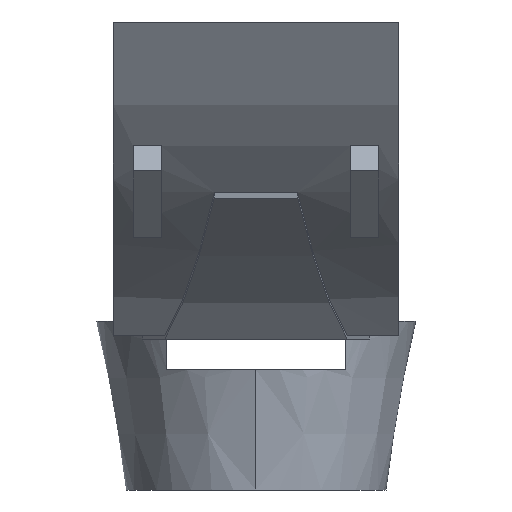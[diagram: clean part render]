
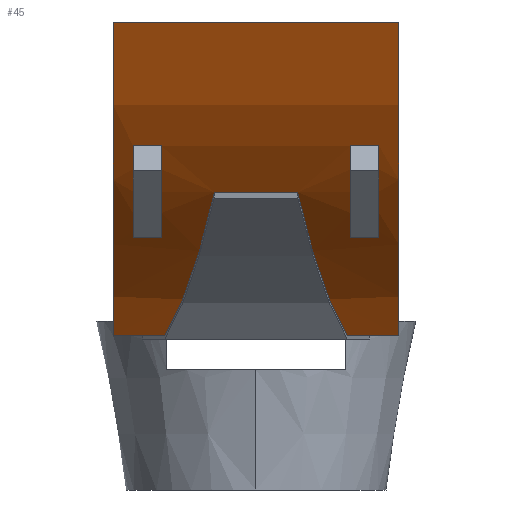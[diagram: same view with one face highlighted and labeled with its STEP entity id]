
A CAD part, left-side view. The second image highlights one B-rep face of the part: STEP entity #45.
In plain terms, the highlighted cylindrical face has radius 45.802 mm (diameter 91.604 mm), a partial arc.
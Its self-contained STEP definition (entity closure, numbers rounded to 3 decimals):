
#6 = VERTEX_POINT ( 'NONE', #1467 ) ;
#22 = ORIENTED_EDGE ( 'NONE', *, *, #327, .F. ) ;
#45 = ADVANCED_FACE ( 'NONE', ( #519, #1027, #696 ), #1691, .T. ) ;
#62 = CARTESIAN_POINT ( 'NONE',  ( 0., -6.75, 54.26 ) ) ;
#67 = CIRCLE ( 'NONE', #456, 45.802 ) ;
#68 = CARTESIAN_POINT ( 'NONE',  ( -40.725, 10.16, 33.3 ) ) ;
#73 = CARTESIAN_POINT ( 'NONE',  ( -40.725, -10.16, 33.3 ) ) ;
#79 = CARTESIAN_POINT ( 'NONE',  ( -15., -6.505, 10.984 ) ) ;
#107 = DIRECTION ( 'NONE',  ( 0., 0., -1. ) ) ;
#134 = VERTEX_POINT ( 'NONE', #404 ) ;
#143 = CARTESIAN_POINT ( 'NONE',  ( 0., 10.16, 54.26 ) ) ;
#150 = VERTEX_POINT ( 'NONE', #68 ) ;
#157 = CARTESIAN_POINT ( 'NONE',  ( -31.677, -2.96, 21.178 ) ) ;
#161 = CARTESIAN_POINT ( 'NONE',  ( -34.815, -8.75, 24.499 ) ) ;
#168 = VERTEX_POINT ( 'NONE', #1085 ) ;
#176 = VECTOR ( 'NONE', #684, 1000. ) ;
#201 = ORIENTED_EDGE ( 'NONE', *, *, #236, .F. ) ;
#226 = EDGE_CURVE ( 'NONE', #714, #1608, #258, .T. ) ;
#236 = EDGE_CURVE ( 'NONE', #441, #1262, #1992, .T. ) ;
#238 = CARTESIAN_POINT ( 'NONE',  ( -15., -10.16, 10.984 ) ) ;
#254 = ORIENTED_EDGE ( 'NONE', *, *, #405, .F. ) ;
#258 = LINE ( 'NONE', #451, #1032 ) ;
#264 = DIRECTION ( 'NONE',  ( 0., -1., 0. ) ) ;
#276 = EDGE_LOOP ( 'NONE', ( #22, #512, #201, #931 ) ) ;
#284 = CIRCLE ( 'NONE', #1759, 45.802 ) ;
#295 = DIRECTION ( 'NONE',  ( 0., 1., 0. ) ) ;
#310 = DIRECTION ( 'NONE',  ( 0., 1., 0. ) ) ;
#320 = CARTESIAN_POINT ( 'NONE',  ( -40.725, 0., 33.3 ) ) ;
#327 = EDGE_CURVE ( 'NONE', #6, #1720, #807, .T. ) ;
#354 = LINE ( 'NONE', #1350, #176 ) ;
#381 = VECTOR ( 'NONE', #749, 1000. ) ;
#404 = CARTESIAN_POINT ( 'NONE',  ( -31.677, 2.96, 21.178 ) ) ;
#405 = EDGE_CURVE ( 'NONE', #990, #629, #836, .T. ) ;
#420 = DIRECTION ( 'NONE',  ( 0., -1., 0. ) ) ;
#421 = ORIENTED_EDGE ( 'NONE', *, *, #1571, .F. ) ;
#441 = VERTEX_POINT ( 'NONE', #722 ) ;
#451 = CARTESIAN_POINT ( 'NONE',  ( -30.063, 0., 19.705 ) ) ;
#456 = AXIS2_PLACEMENT_3D ( 'NONE', #2031, #264, #1557 ) ;
#462 = CARTESIAN_POINT ( 'NONE',  ( -26.898, -3.976, 16.602 ) ) ;
#472 = DIRECTION ( 'NONE',  ( 0., -1., 0. ) ) ;
#498 = DIRECTION ( 'NONE',  ( 0., -1., 0. ) ) ;
#512 = ORIENTED_EDGE ( 'NONE', *, *, #919, .F. ) ;
#519 = FACE_OUTER_BOUND ( 'NONE', #1366, .T. ) ;
#547 = VERTEX_POINT ( 'NONE', #2011 ) ;
#560 = CIRCLE ( 'NONE', #1762, 45.802 ) ;
#580 = CARTESIAN_POINT ( 'NONE',  ( -30.063, -8.75, 19.705 ) ) ;
#606 = ORIENTED_EDGE ( 'NONE', *, *, #1549, .F. ) ;
#618 = CARTESIAN_POINT ( 'NONE',  ( -30.063, 0., 19.705 ) ) ;
#623 = EDGE_LOOP ( 'NONE', ( #1387, #1508, #1892, #1473 ) ) ;
#629 = VERTEX_POINT ( 'NONE', #1382 ) ;
#633 = CIRCLE ( 'NONE', #1056, 45.802 ) ;
#648 = CARTESIAN_POINT ( 'NONE',  ( -30.063, 8.75, 19.705 ) ) ;
#665 = CARTESIAN_POINT ( 'NONE',  ( -15., -10.16, 10.984 ) ) ;
#677 = EDGE_CURVE ( 'NONE', #1812, #856, #1523, .T. ) ;
#684 = DIRECTION ( 'NONE',  ( 0., 1., 0. ) ) ;
#696 = FACE_BOUND ( 'NONE', #276, .T. ) ;
#714 = VERTEX_POINT ( 'NONE', #648 ) ;
#722 = CARTESIAN_POINT ( 'NONE',  ( -30.063, -6.75, 19.705 ) ) ;
#736 = DIRECTION ( 'NONE',  ( 0., -1., 0. ) ) ;
#737 = EDGE_CURVE ( 'NONE', #168, #134, #1954, .T. ) ;
#747 = EDGE_CURVE ( 'NONE', #1608, #976, #284, .T. ) ;
#749 = DIRECTION ( 'NONE',  ( 0., -1., 0. ) ) ;
#774 = ORIENTED_EDGE ( 'NONE', *, *, #1799, .T. ) ;
#778 = DIRECTION ( 'NONE',  ( 0., 1., 0. ) ) ;
#807 = LINE ( 'NONE', #161, #1337 ) ;
#836 = LINE ( 'NONE', #665, #1755 ) ;
#856 = VERTEX_POINT ( 'NONE', #79 ) ;
#887 = CIRCLE ( 'NONE', #2100, 45.802 ) ;
#899 = VECTOR ( 'NONE', #1349, 1000. ) ;
#905 = CARTESIAN_POINT ( 'NONE',  ( -15., 6.505, 10.984 ) ) ;
#910 = EDGE_CURVE ( 'NONE', #1384, #150, #1781, .T. ) ;
#914 = CARTESIAN_POINT ( 'NONE',  ( -21.252, 5.176, 13.151 ) ) ;
#919 = EDGE_CURVE ( 'NONE', #1262, #6, #560, .T. ) ;
#931 = ORIENTED_EDGE ( 'NONE', *, *, #1514, .F. ) ;
#941 = CARTESIAN_POINT ( 'NONE',  ( -30.063, 6.75, 19.705 ) ) ;
#945 = DIRECTION ( 'NONE',  ( 0., 1., 0. ) ) ;
#959 = DIRECTION ( 'NONE',  ( 0., 1., 0. ) ) ;
#966 = AXIS2_PLACEMENT_3D ( 'NONE', #143, #472, #107 ) ;
#976 = VERTEX_POINT ( 'NONE', #1151 ) ;
#990 = VERTEX_POINT ( 'NONE', #1659 ) ;
#1027 = FACE_BOUND ( 'NONE', #623, .T. ) ;
#1032 = VECTOR ( 'NONE', #420, 1000. ) ;
#1054 = DIRECTION ( 'NONE',  ( 0., 0., 1. ) ) ;
#1056 = AXIS2_PLACEMENT_3D ( 'NONE', #62, #736, #1054 ) ;
#1059 = CARTESIAN_POINT ( 'NONE',  ( -26.898, 3.976, 16.602 ) ) ;
#1072 = ORIENTED_EDGE ( 'NONE', *, *, #677, .F. ) ;
#1085 = CARTESIAN_POINT ( 'NONE',  ( -31.677, -2.96, 21.178 ) ) ;
#1113 = DIRECTION ( 'NONE',  ( 0., 0., -1. ) ) ;
#1151 = CARTESIAN_POINT ( 'NONE',  ( -34.815, 6.75, 24.499 ) ) ;
#1183 = DIRECTION ( 'NONE',  ( 0., -1., 0. ) ) ;
#1197 = VECTOR ( 'NONE', #2122, 1000. ) ;
#1198 = CARTESIAN_POINT ( 'NONE',  ( -15., -10.16, 10.984 ) ) ;
#1257 = CARTESIAN_POINT ( 'NONE',  ( 0., -10.16, 54.26 ) ) ;
#1262 = VERTEX_POINT ( 'NONE', #580 ) ;
#1302 = CARTESIAN_POINT ( 'NONE',  ( -21.252, -5.176, 13.151 ) ) ;
#1311 = CARTESIAN_POINT ( 'NONE',  ( -34.815, -6.75, 24.499 ) ) ;
#1337 = VECTOR ( 'NONE', #945, 1000. ) ;
#1349 = DIRECTION ( 'NONE',  ( 0., 1., 0. ) ) ;
#1350 = CARTESIAN_POINT ( 'NONE',  ( -34.815, 6.75, 24.499 ) ) ;
#1366 = EDGE_LOOP ( 'NONE', ( #254, #774, #1416, #421, #1072, #606, #1644, #1396 ) ) ;
#1382 = CARTESIAN_POINT ( 'NONE',  ( -15., 10.16, 10.984 ) ) ;
#1384 = VERTEX_POINT ( 'NONE', #73 ) ;
#1387 = ORIENTED_EDGE ( 'NONE', *, *, #747, .F. ) ;
#1396 = ORIENTED_EDGE ( 'NONE', *, *, #2006, .T. ) ;
#1416 = ORIENTED_EDGE ( 'NONE', *, *, #737, .F. ) ;
#1449 = CARTESIAN_POINT ( 'NONE',  ( -31.677, 0., 21.178 ) ) ;
#1467 = CARTESIAN_POINT ( 'NONE',  ( -34.815, -8.75, 24.499 ) ) ;
#1473 = ORIENTED_EDGE ( 'NONE', *, *, #1704, .F. ) ;
#1482 = CARTESIAN_POINT ( 'NONE',  ( 0., -8.75, 54.26 ) ) ;
#1483 = VECTOR ( 'NONE', #310, 1000. ) ;
#1487 = EDGE_CURVE ( 'NONE', #547, #714, #67, .T. ) ;
#1508 = ORIENTED_EDGE ( 'NONE', *, *, #226, .F. ) ;
#1510 = AXIS2_PLACEMENT_3D ( 'NONE', #1683, #1183, #1848 ) ;
#1514 = EDGE_CURVE ( 'NONE', #1720, #441, #633, .T. ) ;
#1523 = LINE ( 'NONE', #238, #899 ) ;
#1549 = EDGE_CURVE ( 'NONE', #1384, #1812, #887, .T. ) ;
#1557 = DIRECTION ( 'NONE',  ( 0., 0., 1. ) ) ;
#1571 = EDGE_CURVE ( 'NONE', #856, #168, #1688, .T. ) ;
#1608 = VERTEX_POINT ( 'NONE', #941 ) ;
#1644 = ORIENTED_EDGE ( 'NONE', *, *, #910, .T. ) ;
#1651 = CIRCLE ( 'NONE', #966, 45.802 ) ;
#1659 = CARTESIAN_POINT ( 'NONE',  ( -15., 6.505, 10.984 ) ) ;
#1683 = CARTESIAN_POINT ( 'NONE',  ( 0., 0., 54.26 ) ) ;
#1688 =( BOUNDED_CURVE ( )  B_SPLINE_CURVE ( 3, ( #1945, #1302, #462, #157 ),
 .UNSPECIFIED., .F., .T. ) 
 B_SPLINE_CURVE_WITH_KNOTS ( ( 4, 4 ),
 ( 1.904, 2.335 ),
 .UNSPECIFIED. ) 
 CURVE ( )  GEOMETRIC_REPRESENTATION_ITEM ( )  RATIONAL_B_SPLINE_CURVE ( ( 1., 0.985, 0.985, 1. ) ) 
 REPRESENTATION_ITEM ( '' )  );
#1691 = CYLINDRICAL_SURFACE ( 'NONE', #1510, 45.802 ) ;
#1704 = EDGE_CURVE ( 'NONE', #976, #547, #354, .T. ) ;
#1720 = VERTEX_POINT ( 'NONE', #1311 ) ;
#1728 = CARTESIAN_POINT ( 'NONE',  ( -31.677, 2.96, 21.178 ) ) ;
#1755 = VECTOR ( 'NONE', #295, 1000. ) ;
#1759 = AXIS2_PLACEMENT_3D ( 'NONE', #1918, #778, #1942 ) ;
#1762 = AXIS2_PLACEMENT_3D ( 'NONE', #1482, #959, #1984 ) ;
#1781 = LINE ( 'NONE', #320, #1483 ) ;
#1799 = EDGE_CURVE ( 'NONE', #990, #134, #1882, .T. ) ;
#1812 = VERTEX_POINT ( 'NONE', #1198 ) ;
#1848 = DIRECTION ( 'NONE',  ( 0., 0., -1. ) ) ;
#1882 =( BOUNDED_CURVE ( )  B_SPLINE_CURVE ( 3, ( #905, #914, #1059, #1728 ),
 .UNSPECIFIED., .F., .T. ) 
 B_SPLINE_CURVE_WITH_KNOTS ( ( 4, 4 ),
 ( 5.046, 5.476 ),
 .UNSPECIFIED. ) 
 CURVE ( )  GEOMETRIC_REPRESENTATION_ITEM ( )  RATIONAL_B_SPLINE_CURVE ( ( 1., 0.985, 0.985, 1. ) ) 
 REPRESENTATION_ITEM ( '' )  );
#1892 = ORIENTED_EDGE ( 'NONE', *, *, #1487, .F. ) ;
#1918 = CARTESIAN_POINT ( 'NONE',  ( 0., 6.75, 54.26 ) ) ;
#1942 = DIRECTION ( 'NONE',  ( 0., 0., -1. ) ) ;
#1945 = CARTESIAN_POINT ( 'NONE',  ( -15., -6.505, 10.984 ) ) ;
#1954 = LINE ( 'NONE', #1449, #1197 ) ;
#1984 = DIRECTION ( 'NONE',  ( 0., 0., -1. ) ) ;
#1992 = LINE ( 'NONE', #618, #381 ) ;
#2006 = EDGE_CURVE ( 'NONE', #150, #629, #1651, .T. ) ;
#2011 = CARTESIAN_POINT ( 'NONE',  ( -34.815, 8.75, 24.499 ) ) ;
#2031 = CARTESIAN_POINT ( 'NONE',  ( 0., 8.75, 54.26 ) ) ;
#2100 = AXIS2_PLACEMENT_3D ( 'NONE', #1257, #498, #1113 ) ;
#2122 = DIRECTION ( 'NONE',  ( 0., 1., 0. ) ) ;
